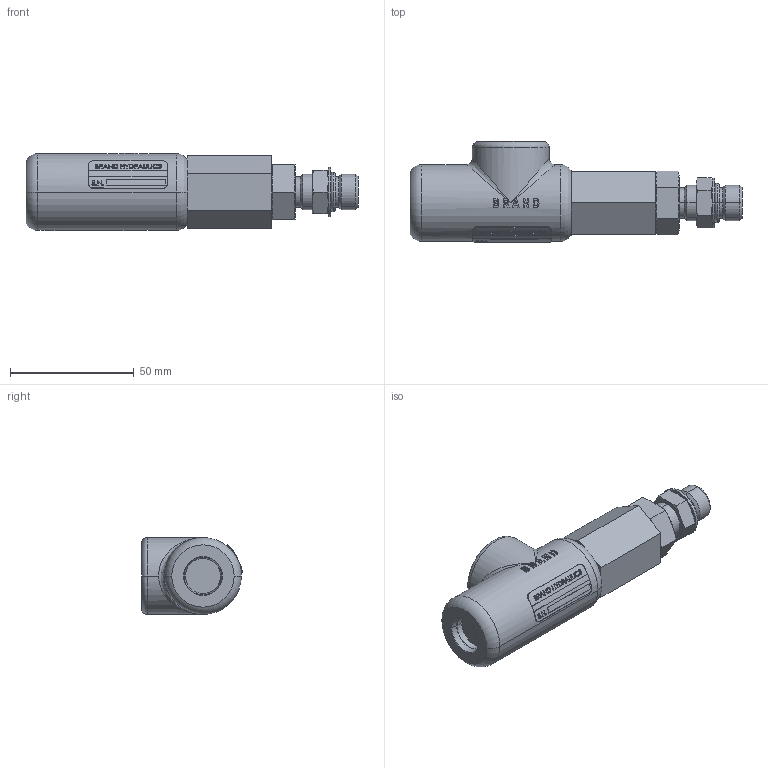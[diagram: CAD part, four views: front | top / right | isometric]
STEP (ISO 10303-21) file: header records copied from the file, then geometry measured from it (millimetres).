
FILE_DESCRIPTION (( 'STEP AP203' ), '1' );
FILE_NAME ('PC6 GENERIC VALVE.STEP', '2013-08-02T21:37:13', ( 'branduser' ), ( '' ), 'SwSTEP 2.0', 'SolidWorks 2013', '' );
FILE_SCHEMA (( 'CONFIG_CONTROL_DESIGN' ));
Length unit declared in the file: inch
Products named in the file (1): PC6 GENERIC VALVE
Bounding box: 133.91 x 40.72 x 31.24 mm (x, y, z)
Volume: 80784.9 mm3; surface area: 16025.1 mm2
Topology: 2 solids, 3 shells, 622 faces, 1598 edges, 1034 vertices
Faces by surface type: bspline 326, plane 198, cone 48, cylinder 36, torus 14
Entity records: 36220 total; most frequent: CARTESIAN_POINT 23423, ORIENTED_EDGE 3188, DIRECTION 1605, EDGE_CURVE 1594, VERTEX_POINT 1034, B_SPLINE_CURVE_WITH_KNOTS 697, EDGE_LOOP 682, VECTOR 681
